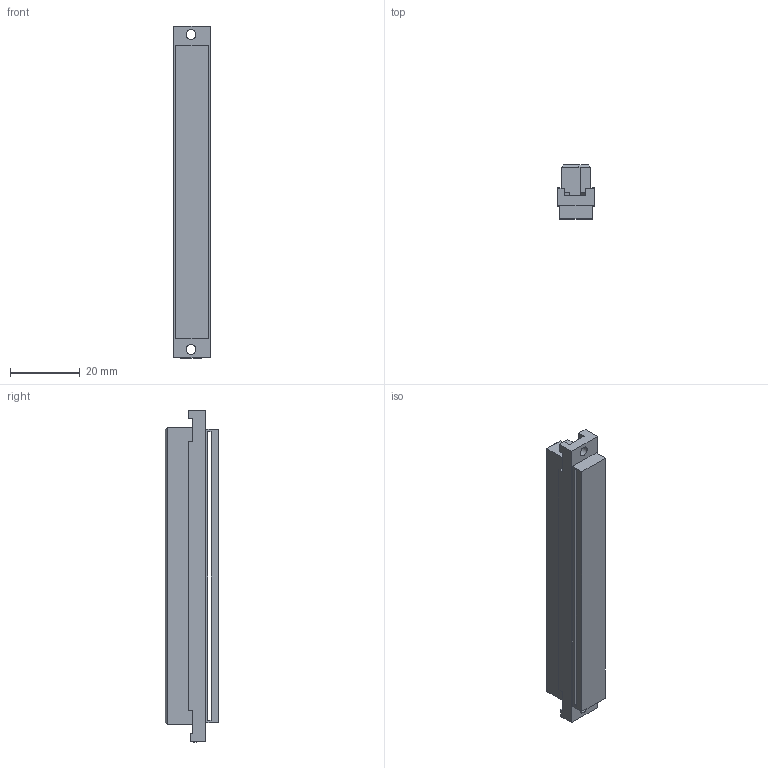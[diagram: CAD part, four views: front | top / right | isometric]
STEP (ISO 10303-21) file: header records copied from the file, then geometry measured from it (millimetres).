
FILE_DESCRIPTION(/* description */ (''),/* implementation_level */ '2;1');
FILE_NAME(/* name */ '100102161ugm000_b.stp',/* time_stamp */ '2022-04-26T16:30:46+02:00',/* author */ (''),/* organization */ (''),/* preprocessor_version */ 'ST-DEVELOPER v16.7',/* originating_system */ 'SIEMENS PLM Software NX 1911',/* authorisation */ '');
FILE_SCHEMA (('AUTOMOTIVE_DESIGN { 1 0 10303 214 3 1 1 1 }'));
Length unit declared in the file: millimetre
Products named in the file (1): 100102161ugm000_b
Bounding box: 10.5 x 15.3 x 94.9 mm (x, y, z)
Volume: 11475 mm3; surface area: 6523.5 mm2
Topology: 1 solids, 1 shells, 541 faces, 1314 edges, 872 vertices
Faces by surface type: plane 539, cylinder 2
Full cylindrical faces by diameter (mm): 2.8 x2
Entity records: 15502 total; most frequent: CARTESIAN_POINT 2726, ORIENTED_EDGE 2624, DIRECTION 2400, EDGE_CURVE 1312, LINE 1308, VECTOR 1308, VERTEX_POINT 872, EDGE_LOOP 646
